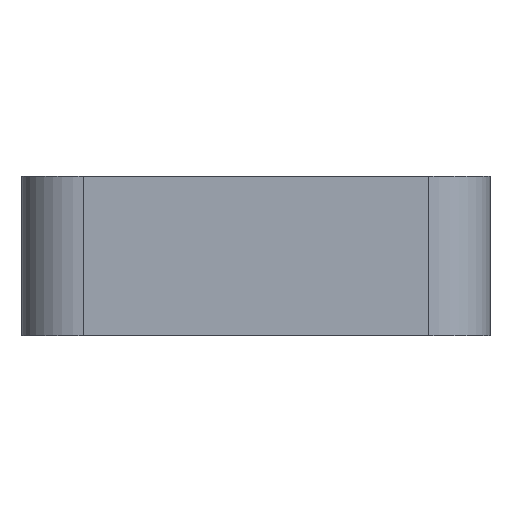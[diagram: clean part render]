
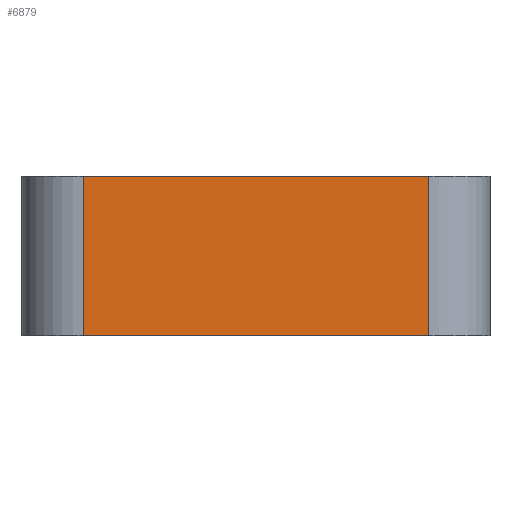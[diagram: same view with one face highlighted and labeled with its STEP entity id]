
A CAD part, front view. The second image highlights one B-rep face of the part: STEP entity #6879.
In plain terms, the highlighted planar face has unit normal (0, -1, 0).
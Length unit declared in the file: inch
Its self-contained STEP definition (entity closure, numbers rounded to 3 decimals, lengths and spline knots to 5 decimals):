
#1083=FACE_OUTER_BOUND('',#1485,.T.);
#1485=EDGE_LOOP('',(#6309,#6310,#6311,#6312));
#1539=LINE('',#8099,#2107);
#2057=LINE('',#13666,#2625);
#2058=LINE('',#13680,#2626);
#2059=LINE('',#13682,#2627);
#2107=VECTOR('',#7155,0.3937);
#2625=VECTOR('',#7933,0.3937);
#2626=VECTOR('',#7952,0.3937);
#2627=VECTOR('',#7955,0.3937);
#2668=VERTEX_POINT('',#8096);
#2669=VERTEX_POINT('',#8098);
#3307=VERTEX_POINT('',#13663);
#3308=VERTEX_POINT('',#13665);
#3357=EDGE_CURVE('',#2668,#2669,#1539,.T.);
#4311=EDGE_CURVE('',#3307,#3308,#2057,.T.);
#4318=EDGE_CURVE('',#3308,#2668,#2058,.T.);
#4319=EDGE_CURVE('',#2669,#3307,#2059,.T.);
#6309=ORIENTED_EDGE('',*,*,#4318,.F.);
#6310=ORIENTED_EDGE('',*,*,#4311,.F.);
#6311=ORIENTED_EDGE('',*,*,#4319,.F.);
#6312=ORIENTED_EDGE('',*,*,#3357,.F.);
#6518=PLANE('',#7066);
#6879=ADVANCED_FACE('',(#1083),#6518,.T.);
#7066=AXIS2_PLACEMENT_3D('',#13681,#7953,#7954);
#7155=DIRECTION('',(1.,0.,0.));
#7933=DIRECTION('',(-1.,0.,0.));
#7952=DIRECTION('',(0.,0.,1.));
#7953=DIRECTION('center_axis',(0.,-1.,0.));
#7954=DIRECTION('ref_axis',(1.,0.,0.));
#7955=DIRECTION('',(0.,0.,-1.));
#8096=CARTESIAN_POINT('',(-3.24803,-2.14961,0.51181));
#8098=CARTESIAN_POINT('',(-2.1378,-2.14961,0.51181));
#8099=CARTESIAN_POINT('',(-1.94094,-2.14961,0.51181));
#13663=CARTESIAN_POINT('',(-2.1378,-2.14961,0.));
#13665=CARTESIAN_POINT('',(-3.24803,-2.14961,0.));
#13666=CARTESIAN_POINT('',(-1.94094,-2.14961,0.));
#13680=CARTESIAN_POINT('',(-3.24803,-2.14961,0.));
#13681=CARTESIAN_POINT('Origin',(-3.44488,-2.14961,0.));
#13682=CARTESIAN_POINT('',(-2.1378,-2.14961,0.));
